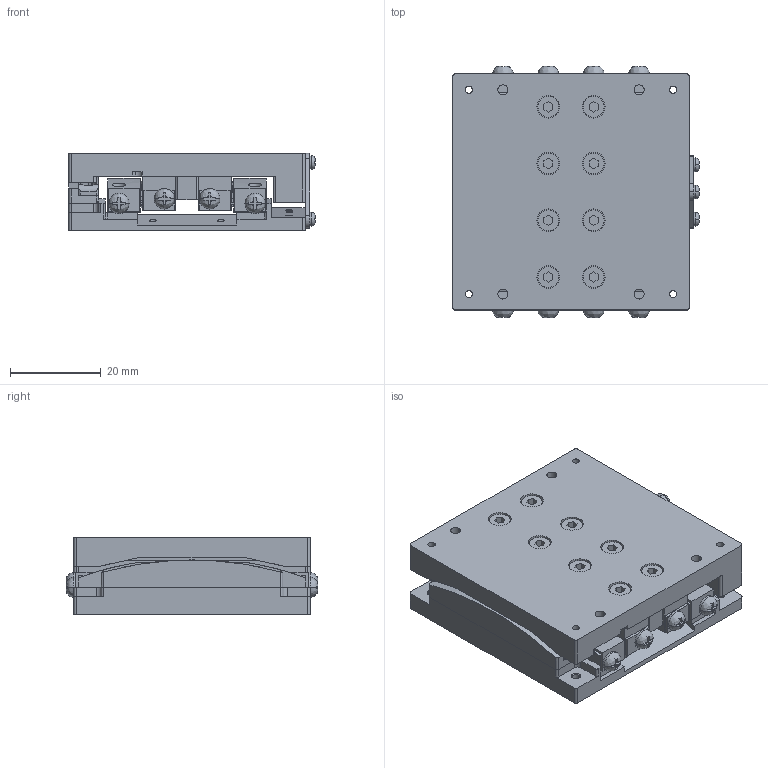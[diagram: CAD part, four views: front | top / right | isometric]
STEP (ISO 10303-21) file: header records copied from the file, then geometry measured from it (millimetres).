
FILE_DESCRIPTION (( 'STEP AP214' ), '1' );
FILE_NAME ('CGO60.5-PRT.STEP', '2026-01-20T02:23:03', ( '' ), ( '' ), 'SwSTEP 2.0', 'SolidWorks 2022', '' );
FILE_SCHEMA (( 'AUTOMOTIVE_DESIGN' ));
Length unit declared in the file: millimetre
Products named in the file (1): CGO60.5-PRT
Bounding box: 54.2 x 55.4 x 17 mm (x, y, z)
Volume: 37242.7 mm3; surface area: 30815 mm2
Topology: 40 solids, 40 shells, 1510 faces, 3755 edges, 2398 vertices
Faces by surface type: plane 757, cylinder 549, cone 158, torus 22, bspline 16, sphere 8
Entity records: 63447 total; most frequent: CARTESIAN_POINT 9958, DIRECTION 7642, ORIENTED_EDGE 7466, EDGE_CURVE 3733, AXIS2_PLACEMENT_3D 2758, VERTEX_POINT 2398, LINE 2126, VECTOR 2126
